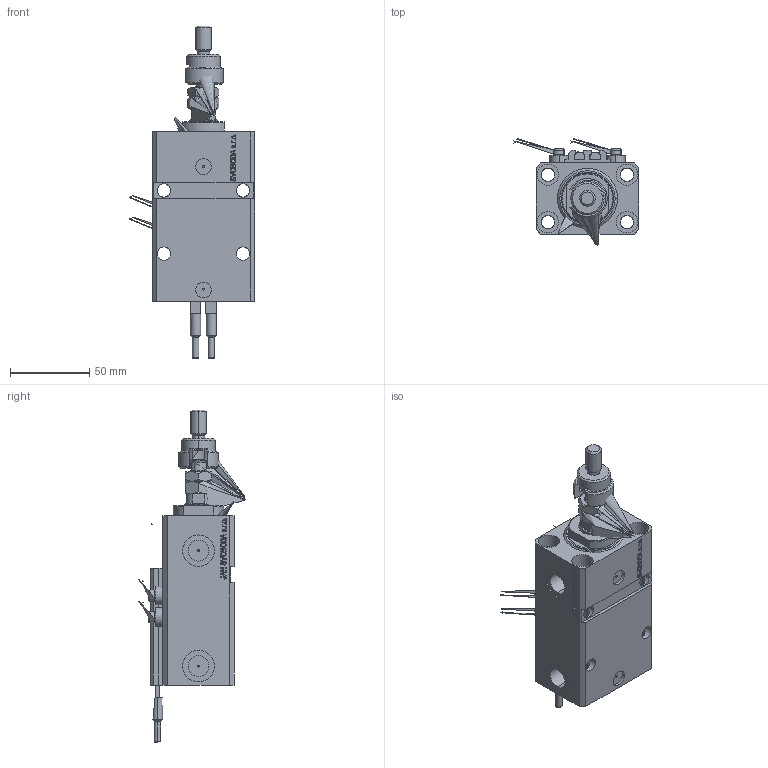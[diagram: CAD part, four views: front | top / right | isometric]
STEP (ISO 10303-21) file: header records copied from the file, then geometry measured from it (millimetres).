
FILE_DESCRIPTION (( 'STEP AP203' ), '1' );
FILE_NAME ('3865.STEP', '2023-10-07T18:34:31', ( '' ), ( '' ), 'SwSTEP 2.0', 'SolidWorks 2019', '' );
FILE_SCHEMA (( 'CONFIG_CONTROL_DESIGN' ));
Length unit declared in the file: millimetre
Products named in the file (9): ALLEN BOLT V250CE 7e5012a9861c5e73124dad811787e3ef; DFA 7e5012a9861c5e73124dad811787e3ef; MFA 7e5012a9861c5e73124dad811787e3ef; 3865; V250CE_E_Body 7e5012a9861c5e73124dad811787e3ef; FEMALE_PART_FOR_DFA 7e5012a9861c5e73124dad811787e3ef; V250CE_C_VCP 7e5012a9861c5e73124dad811787e3ef; SWITCH_V250CE 7e5012a9861c5e73124dad811787e3ef; V250CE_VC_E 7e5012a9861c5e73124dad811787e3ef
Assembly tree (12 placements, depth 3):
  3865
    V250CE_E_Body 7e5012a9861c5e73124dad811787e3ef
    ALLEN BOLT V250CE 7e5012a9861c5e73124dad811787e3ef  x4
    V250CE_C_VCP 7e5012a9861c5e73124dad811787e3ef
    V250CE_VC_E 7e5012a9861c5e73124dad811787e3ef
    DFA 7e5012a9861c5e73124dad811787e3ef
      FEMALE_PART_FOR_DFA 7e5012a9861c5e73124dad811787e3ef
      MFA 7e5012a9861c5e73124dad811787e3ef
    SWITCH_V250CE 7e5012a9861c5e73124dad811787e3ef  x2
Bounding box: 79.5 x 67.71 x 210 mm (x, y, z)
Volume: 287581.1 mm3; surface area: 84073.1 mm2
Topology: 12 solids, 12 shells, 1224 faces, 3003 edges, 1993 vertices
Faces by surface type: plane 571, bspline 360, cylinder 171, cone 100, torus 22
Entity records: 51309 total; most frequent: CARTESIAN_POINT 25975, ORIENTED_EDGE 5588, DIRECTION 3838, EDGE_CURVE 2794, VERTEX_POINT 1798, LINE 1628, VECTOR 1628, EDGE_LOOP 1264
